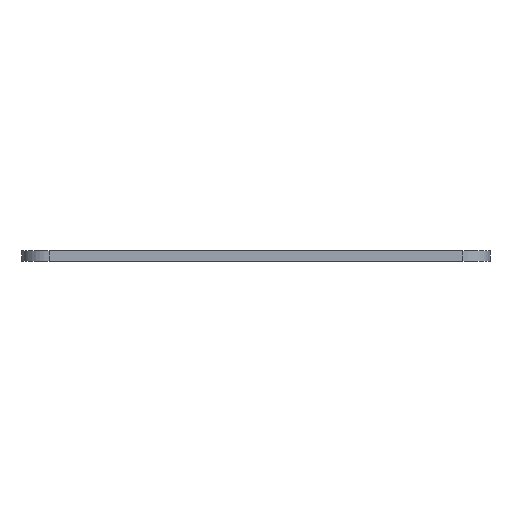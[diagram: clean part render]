
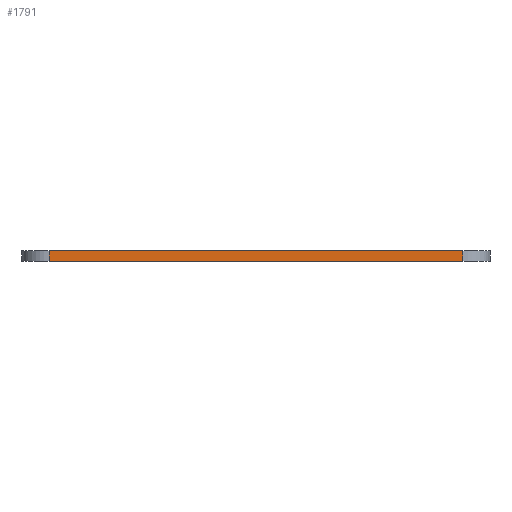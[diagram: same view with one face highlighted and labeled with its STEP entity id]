
A CAD part, left-side view. The second image highlights one B-rep face of the part: STEP entity #1791.
In plain terms, the highlighted planar face has unit normal (-1, 0, 0).
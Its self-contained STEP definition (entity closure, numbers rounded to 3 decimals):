
#121=PLANE('',#1901);
#201=FACE_OUTER_BOUND('',#285,.T.);
#285=EDGE_LOOP('',(#1511,#1512,#1513,#1514));
#543=LINE('',#2803,#769);
#544=LINE('',#2805,#770);
#545=LINE('',#2807,#771);
#546=LINE('',#2808,#772);
#769=VECTOR('',#2305,10.);
#770=VECTOR('',#2306,10.);
#771=VECTOR('',#2307,10.);
#772=VECTOR('',#2308,10.);
#953=VERTEX_POINT('',#2801);
#954=VERTEX_POINT('',#2802);
#955=VERTEX_POINT('',#2804);
#956=VERTEX_POINT('',#2806);
#1191=EDGE_CURVE('',#953,#954,#543,.T.);
#1192=EDGE_CURVE('',#954,#955,#544,.T.);
#1193=EDGE_CURVE('',#956,#955,#545,.T.);
#1194=EDGE_CURVE('',#953,#956,#546,.T.);
#1511=ORIENTED_EDGE('',*,*,#1191,.T.);
#1512=ORIENTED_EDGE('',*,*,#1192,.T.);
#1513=ORIENTED_EDGE('',*,*,#1193,.F.);
#1514=ORIENTED_EDGE('',*,*,#1194,.F.);
#1791=ADVANCED_FACE('',(#201),#121,.T.);
#1901=AXIS2_PLACEMENT_3D('',#2800,#2303,#2304);
#2303=DIRECTION('center_axis',(-1.,0.,0.));
#2304=DIRECTION('ref_axis',(0.,-1.,0.));
#2305=DIRECTION('',(0.,-1.,0.));
#2306=DIRECTION('',(0.,0.,1.));
#2307=DIRECTION('',(0.,-1.,0.));
#2308=DIRECTION('',(0.,0.,1.));
#2800=CARTESIAN_POINT('Origin',(-183.2,61.2,0.));
#2801=CARTESIAN_POINT('',(-183.2,61.2,0.));
#2802=CARTESIAN_POINT('',(-183.2,-61.2,0.));
#2803=CARTESIAN_POINT('',(-183.2,61.2,0.));
#2804=CARTESIAN_POINT('',(-183.2,-61.2,3.));
#2805=CARTESIAN_POINT('',(-183.2,-61.2,0.));
#2806=CARTESIAN_POINT('',(-183.2,61.2,3.));
#2807=CARTESIAN_POINT('',(-183.2,61.2,3.));
#2808=CARTESIAN_POINT('',(-183.2,61.2,0.));
